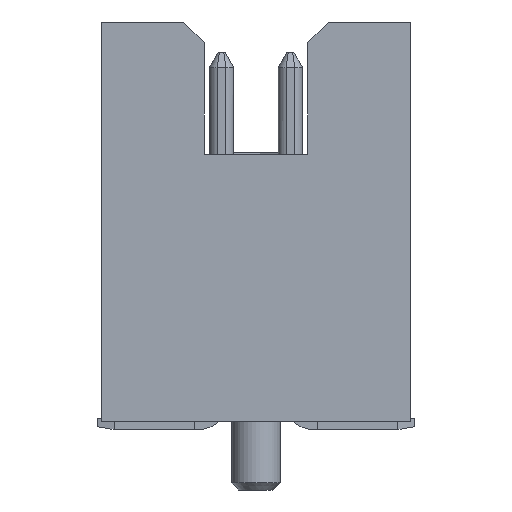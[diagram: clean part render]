
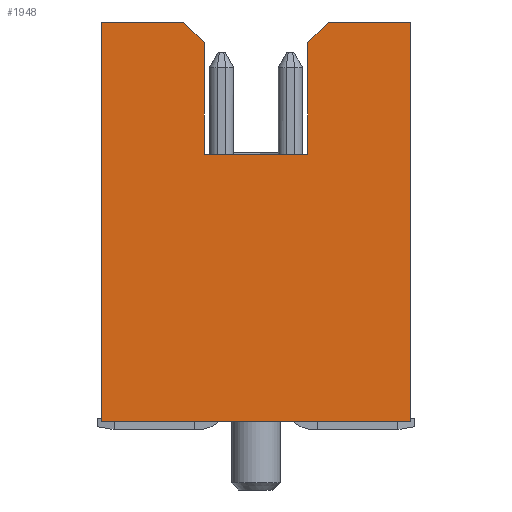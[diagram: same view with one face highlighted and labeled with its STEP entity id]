
A CAD part, left-side view. The second image highlights one B-rep face of the part: STEP entity #1948.
In plain terms, the highlighted planar face has unit normal (-1, 0, 0).
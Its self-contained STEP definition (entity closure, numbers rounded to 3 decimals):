
#107=CARTESIAN_POINT('',(-1.59,-0.955,0.354));
#108=VERTEX_POINT('',#107);
#116=CARTESIAN_POINT('',(-1.59,0.955,0.354));
#117=VERTEX_POINT('',#116);
#124=CARTESIAN_POINT('',(-1.59,0.955,0.354));
#125=DIRECTION('',(0.,-1.,0.));
#126=VECTOR('',#125,1.91);
#127=LINE('',#124,#126);
#128=EDGE_CURVE('',#117,#108,#127,.T.);
#139=CARTESIAN_POINT('',(-1.59,-0.955,2.414));
#140=VERTEX_POINT('',#139);
#141=CARTESIAN_POINT('',(-1.59,-0.955,0.354));
#142=DIRECTION('',(0.,0.,1.));
#143=VECTOR('',#142,2.06);
#144=LINE('',#141,#143);
#145=EDGE_CURVE('',#108,#140,#144,.T.);
#224=CARTESIAN_POINT('',(-1.59,0.955,2.414));
#225=VERTEX_POINT('',#224);
#232=CARTESIAN_POINT('',(-1.59,0.955,2.414));
#233=DIRECTION('',(0.,0.,-1.));
#234=VECTOR('',#233,2.06);
#235=LINE('',#232,#234);
#236=EDGE_CURVE('',#225,#117,#235,.T.);
#465=CARTESIAN_POINT('',(-1.59,-1.335,2.794));
#466=VERTEX_POINT('',#465);
#475=CARTESIAN_POINT('',(-1.59,-0.955,2.414));
#476=DIRECTION('',(0.,-0.707,0.707));
#477=VECTOR('',#476,0.537);
#478=LINE('',#475,#477);
#479=EDGE_CURVE('',#140,#466,#478,.T.);
#491=CARTESIAN_POINT('',(-1.59,1.335,2.794));
#492=VERTEX_POINT('',#491);
#499=CARTESIAN_POINT('',(-1.59,1.335,2.794));
#500=DIRECTION('',(0.,-0.707,-0.707));
#501=VECTOR('',#500,0.537);
#502=LINE('',#499,#501);
#503=EDGE_CURVE('',#492,#225,#502,.T.);
#1802=CARTESIAN_POINT('',(-1.59,-2.86,2.794));
#1803=VERTEX_POINT('',#1802);
#1810=CARTESIAN_POINT('',(-1.59,-2.86,-4.572));
#1811=VERTEX_POINT('',#1810);
#1812=CARTESIAN_POINT('',(-1.59,-2.86,2.794));
#1813=DIRECTION('',(0.,0.,-1.));
#1814=VECTOR('',#1813,7.366);
#1815=LINE('',#1812,#1814);
#1816=EDGE_CURVE('',#1803,#1811,#1815,.T.);
#1907=CARTESIAN_POINT('',(-1.59,0.,-5.236));
#1908=DIRECTION('',(0.,0.,-1.));
#1909=DIRECTION('',(-1.,-0.,-0.));
#1910=AXIS2_PLACEMENT_3D('',#1907,#1909,#1908);
#1911=PLANE('',#1910);
#1912=ORIENTED_EDGE('',*,*,#1816,.F.);
#1913=CARTESIAN_POINT('',(-1.59,-2.86,2.794));
#1914=DIRECTION('',(0.,1.,0.));
#1915=VECTOR('',#1914,1.525);
#1916=LINE('',#1913,#1915);
#1917=EDGE_CURVE('',#1803,#466,#1916,.T.);
#1918=ORIENTED_EDGE('',*,*,#1917,.T.);
#1919=ORIENTED_EDGE('',*,*,#479,.F.);
#1920=ORIENTED_EDGE('',*,*,#145,.F.);
#1921=ORIENTED_EDGE('',*,*,#128,.F.);
#1922=ORIENTED_EDGE('',*,*,#236,.F.);
#1923=ORIENTED_EDGE('',*,*,#503,.F.);
#1924=CARTESIAN_POINT('',(-1.59,2.86,2.794));
#1925=VERTEX_POINT('',#1924);
#1926=CARTESIAN_POINT('',(-1.59,1.335,2.794));
#1927=DIRECTION('',(0.,1.,0.));
#1928=VECTOR('',#1927,1.525);
#1929=LINE('',#1926,#1928);
#1930=EDGE_CURVE('',#492,#1925,#1929,.T.);
#1931=ORIENTED_EDGE('',*,*,#1930,.T.);
#1932=CARTESIAN_POINT('',(-1.59,2.86,-4.572));
#1933=VERTEX_POINT('',#1932);
#1934=CARTESIAN_POINT('',(-1.59,2.86,2.794));
#1935=DIRECTION('',(0.,0.,-1.));
#1936=VECTOR('',#1935,7.366);
#1937=LINE('',#1934,#1936);
#1938=EDGE_CURVE('',#1925,#1933,#1937,.T.);
#1939=ORIENTED_EDGE('',*,*,#1938,.T.);
#1940=CARTESIAN_POINT('',(-1.59,2.86,-4.572));
#1941=DIRECTION('',(0.,-1.,0.));
#1942=VECTOR('',#1941,5.72);
#1943=LINE('',#1940,#1942);
#1944=EDGE_CURVE('',#1933,#1811,#1943,.T.);
#1945=ORIENTED_EDGE('',*,*,#1944,.T.);
#1946=EDGE_LOOP('',(#1912,#1918,#1919,#1920,#1921,#1922,#1923,#1931,#1939,#1945));
#1947=FACE_OUTER_BOUND('',#1946,.T.);
#1948=ADVANCED_FACE('',(#1947),#1911,.T.);
